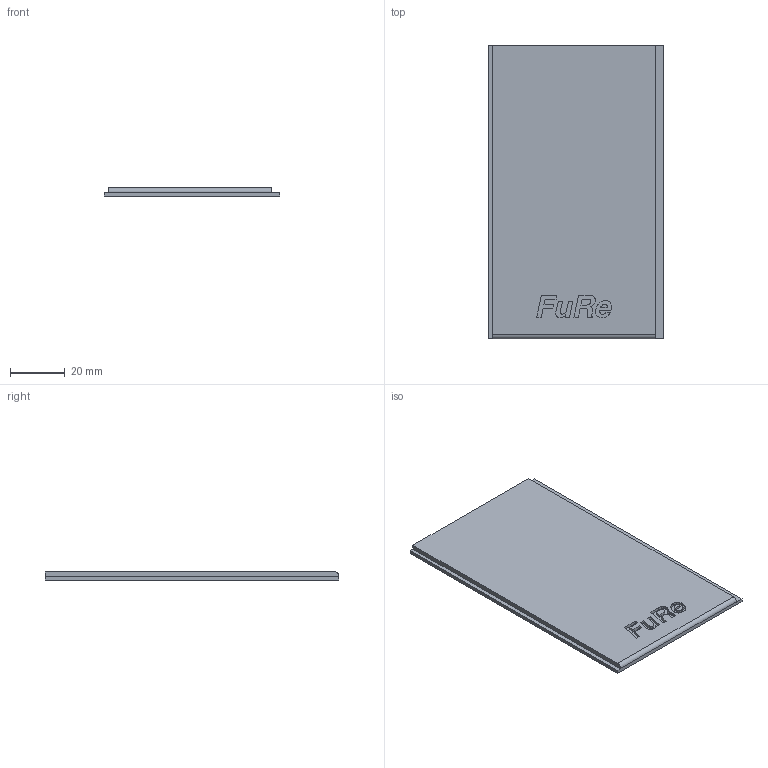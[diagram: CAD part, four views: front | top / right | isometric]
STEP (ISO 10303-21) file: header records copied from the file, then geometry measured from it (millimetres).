
FILE_DESCRIPTION(/* description */ (''),/* implementation_level */ '2;1');
FILE_NAME(/* name */ 'fure tapa.step',/* time_stamp */ '2025-08-10T05:38:00-04:00',/* author */ (''),/* organization */ (''),/* preprocessor_version */ 'ST-DEVELOPER v20.1',/* originating_system */ 'Autodesk Translation Framework v14.10.0.0',/* authorisation */ '');
FILE_SCHEMA (('AUTOMOTIVE_DESIGN { 1 0 10303 214 3 1 1 }'));
Length unit declared in the file: millimetre
Products named in the file (1): fure v1
Bounding box: 64.33 x 107.45 x 3 mm (x, y, z)
Volume: 19786.8 mm3; surface area: 14947.1 mm2
Topology: 1 solids, 1 shells, 96 faces, 264 edges, 176 vertices
Faces by surface type: plane 49, bspline 46, cylinder 1
Entity records: 3472 total; most frequent: CARTESIAN_POINT 1319, ORIENTED_EDGE 528, DIRECTION 276, EDGE_CURVE 264, VERTEX_POINT 176, LINE 170, VECTOR 170, EDGE_LOOP 102
